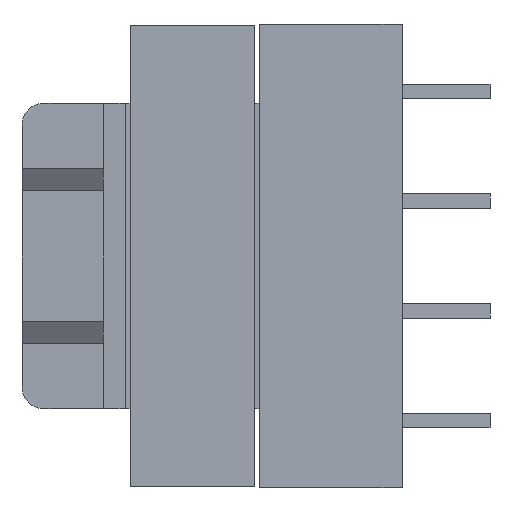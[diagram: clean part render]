
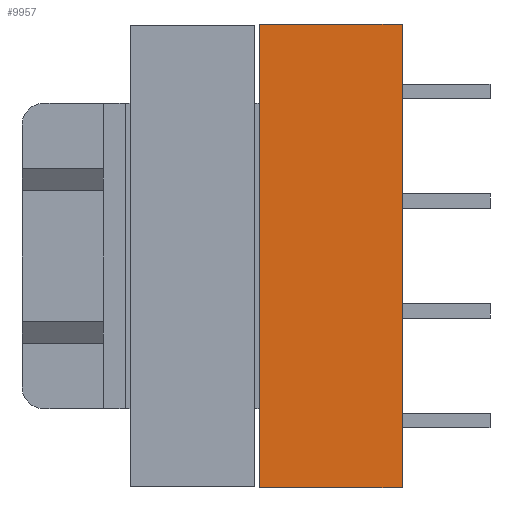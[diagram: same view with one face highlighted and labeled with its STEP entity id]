
A CAD part, left-side view. The second image highlights one B-rep face of the part: STEP entity #9957.
In plain terms, the highlighted planar face has unit normal (-1, 0, 0).
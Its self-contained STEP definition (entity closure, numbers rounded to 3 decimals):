
#266 = EDGE_CURVE ( 'NONE', #7156, #8028, #3543, .T. ) ;
#375 = PLANE ( 'NONE',  #6204 ) ;
#461 = CARTESIAN_POINT ( 'NONE',  ( -10.55, 0., -10.55 ) ) ;
#499 = EDGE_CURVE ( 'NONE', #4372, #9678, #8540, .T. ) ;
#537 = CARTESIAN_POINT ( 'NONE',  ( -10.55, 6.5, -10.55 ) ) ;
#1113 = DIRECTION ( 'NONE',  ( 0., 1., 0. ) ) ;
#1266 = CARTESIAN_POINT ( 'NONE',  ( -10.55, 0., -10.55 ) ) ;
#1676 = CARTESIAN_POINT ( 'NONE',  ( -10.55, 17.3, -10.55 ) ) ;
#2133 = FACE_OUTER_BOUND ( 'NONE', #5040, .T. ) ;
#2244 = DIRECTION ( 'NONE',  ( 0., 0., -1. ) ) ;
#2426 = ORIENTED_EDGE ( 'NONE', *, *, #499, .T. ) ;
#2722 = CARTESIAN_POINT ( 'NONE',  ( -10.55, 17.3, 10.55 ) ) ;
#3088 = LINE ( 'NONE', #537, #8478 ) ;
#3535 = VECTOR ( 'NONE', #3830, 1000. ) ;
#3543 = LINE ( 'NONE', #2722, #3601 ) ;
#3601 = VECTOR ( 'NONE', #1113, 1000. ) ;
#3744 = CARTESIAN_POINT ( 'NONE',  ( -10.55, 6.5, -10.55 ) ) ;
#3830 = DIRECTION ( 'NONE',  ( 0., 0., -1. ) ) ;
#4372 = VERTEX_POINT ( 'NONE', #3744 ) ;
#4566 = ORIENTED_EDGE ( 'NONE', *, *, #5543, .T. ) ;
#4996 = DIRECTION ( 'NONE',  ( 0., -1., 0. ) ) ;
#5040 = EDGE_LOOP ( 'NONE', ( #4566, #2426, #8235, #6869 ) ) ;
#5205 = VECTOR ( 'NONE', #4996, 1000. ) ;
#5543 = EDGE_CURVE ( 'NONE', #8028, #4372, #3088, .T. ) ;
#5562 = DIRECTION ( 'NONE',  ( 1., 0., 0. ) ) ;
#6204 = AXIS2_PLACEMENT_3D ( 'NONE', #7058, #5562, #8050 ) ;
#6869 = ORIENTED_EDGE ( 'NONE', *, *, #266, .T. ) ;
#7058 = CARTESIAN_POINT ( 'NONE',  ( -10.55, 17.3, -10.55 ) ) ;
#7156 = VERTEX_POINT ( 'NONE', #7626 ) ;
#7559 = EDGE_CURVE ( 'NONE', #7156, #9678, #10531, .T. ) ;
#7626 = CARTESIAN_POINT ( 'NONE',  ( -10.55, 0., 10.55 ) ) ;
#8028 = VERTEX_POINT ( 'NONE', #9620 ) ;
#8050 = DIRECTION ( 'NONE',  ( 0., 0., -1. ) ) ;
#8235 = ORIENTED_EDGE ( 'NONE', *, *, #7559, .F. ) ;
#8478 = VECTOR ( 'NONE', #2244, 1000. ) ;
#8540 = LINE ( 'NONE', #1676, #5205 ) ;
#9620 = CARTESIAN_POINT ( 'NONE',  ( -10.55, 6.5, 10.55 ) ) ;
#9678 = VERTEX_POINT ( 'NONE', #1266 ) ;
#9957 = ADVANCED_FACE ( 'NONE', ( #2133 ), #375, .F. ) ;
#10531 = LINE ( 'NONE', #461, #3535 ) ;
